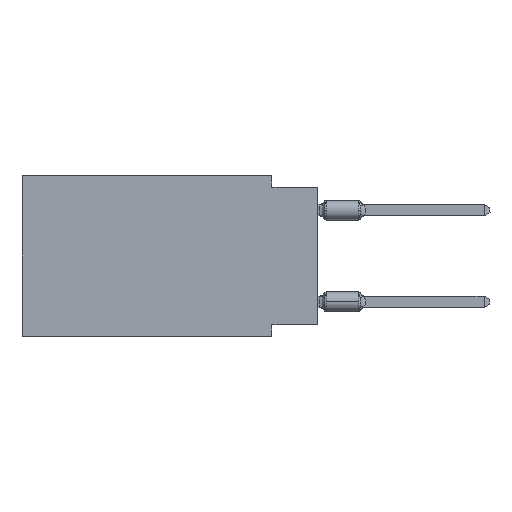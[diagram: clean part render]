
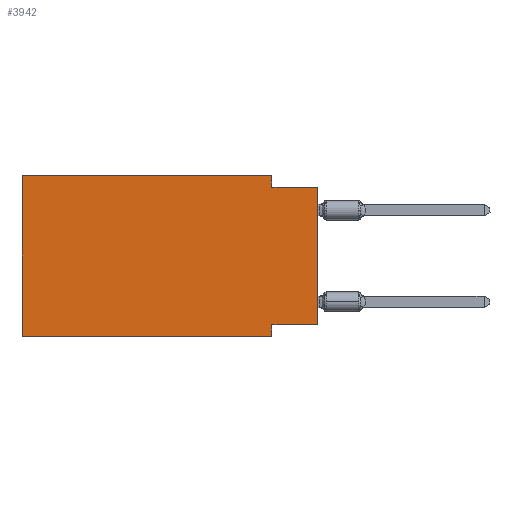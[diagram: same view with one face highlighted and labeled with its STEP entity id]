
A CAD part, left-side view. The second image highlights one B-rep face of the part: STEP entity #3942.
In plain terms, the highlighted planar face has unit normal (-1, 0, 0).
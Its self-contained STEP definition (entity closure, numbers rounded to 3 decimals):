
#404 = CARTESIAN_POINT ( 'NONE',  ( 0., 16.383, 0. ) ) ;
#674 = ORIENTED_EDGE ( 'NONE', *, *, #3570, .F. ) ;
#2092 = DIRECTION ( 'NONE',  ( 0., 0., -1. ) ) ;
#2293 = EDGE_CURVE ( 'NONE', #16737, #9842, #5514, .T. ) ;
#2891 = CARTESIAN_POINT ( 'NONE',  ( 0., 16.383, -8.89 ) ) ;
#3029 = CARTESIAN_POINT ( 'NONE',  ( 0., 16.383, -8.89 ) ) ;
#3388 = ORIENTED_EDGE ( 'NONE', *, *, #17751, .T. ) ;
#3570 = EDGE_CURVE ( 'NONE', #9842, #20460, #18491, .T. ) ;
#3699 = CARTESIAN_POINT ( 'NONE',  ( 0., 2.54, -8.89 ) ) ;
#3942 = ADVANCED_FACE ( 'NONE', ( #5322 ), #15100, .F. ) ;
#4026 = CARTESIAN_POINT ( 'NONE',  ( 0., 2.54, 0. ) ) ;
#4691 = VECTOR ( 'NONE', #18815, 1000. ) ;
#5118 = DIRECTION ( 'NONE',  ( 0., 0., -1. ) ) ;
#5141 = ORIENTED_EDGE ( 'NONE', *, *, #13027, .F. ) ;
#5222 = LINE ( 'NONE', #10296, #14324 ) ;
#5299 = VERTEX_POINT ( 'NONE', #17171 ) ;
#5322 = FACE_OUTER_BOUND ( 'NONE', #14389, .T. ) ;
#5328 = DIRECTION ( 'NONE',  ( 0., 1., 0. ) ) ;
#5514 = LINE ( 'NONE', #4026, #5658 ) ;
#5658 = VECTOR ( 'NONE', #2092, 1000. ) ;
#5991 = CARTESIAN_POINT ( 'NONE',  ( 0., 16.383, 0. ) ) ;
#6768 = ORIENTED_EDGE ( 'NONE', *, *, #9856, .F. ) ;
#7260 = CARTESIAN_POINT ( 'NONE',  ( 0., 2.54, -8.89 ) ) ;
#7345 = ORIENTED_EDGE ( 'NONE', *, *, #10160, .F. ) ;
#7367 = CARTESIAN_POINT ( 'NONE',  ( 0., 0., -8.255 ) ) ;
#7434 = EDGE_CURVE ( 'NONE', #14337, #20460, #16063, .T. ) ;
#7460 = LINE ( 'NONE', #14011, #18862 ) ;
#8036 = DIRECTION ( 'NONE',  ( 0., -1., 0. ) ) ;
#8190 = VERTEX_POINT ( 'NONE', #5991 ) ;
#8473 = EDGE_CURVE ( 'NONE', #14337, #5299, #5222, .T. ) ;
#9343 = DIRECTION ( 'NONE',  ( 0., -1., 0. ) ) ;
#9577 = VERTEX_POINT ( 'NONE', #3029 ) ;
#9842 = VERTEX_POINT ( 'NONE', #15529 ) ;
#9856 = EDGE_CURVE ( 'NONE', #5299, #17442, #20685, .T. ) ;
#10160 = EDGE_CURVE ( 'NONE', #9577, #8190, #7460, .T. ) ;
#10296 = CARTESIAN_POINT ( 'NONE',  ( 0., 0., -8.255 ) ) ;
#10336 = CARTESIAN_POINT ( 'NONE',  ( 0., 0., -0.635 ) ) ;
#10856 = LINE ( 'NONE', #2891, #15330 ) ;
#12164 = ORIENTED_EDGE ( 'NONE', *, *, #7434, .T. ) ;
#12589 = AXIS2_PLACEMENT_3D ( 'NONE', #404, #19849, #5118 ) ;
#12624 = CARTESIAN_POINT ( 'NONE',  ( 0., 0., 0. ) ) ;
#13027 = EDGE_CURVE ( 'NONE', #8190, #16737, #19640, .T. ) ;
#13436 = CARTESIAN_POINT ( 'NONE',  ( 0., 0., -0.635 ) ) ;
#14011 = CARTESIAN_POINT ( 'NONE',  ( 0., 16.383, 0. ) ) ;
#14324 = VECTOR ( 'NONE', #5328, 1000. ) ;
#14337 = VERTEX_POINT ( 'NONE', #7367 ) ;
#14389 = EDGE_LOOP ( 'NONE', ( #12164, #674, #17847, #5141, #7345, #3388, #6768, #16851 ) ) ;
#15100 = PLANE ( 'NONE',  #12589 ) ;
#15330 = VECTOR ( 'NONE', #9343, 1000. ) ;
#15529 = CARTESIAN_POINT ( 'NONE',  ( 0., 2.54, -0.635 ) ) ;
#15671 = VECTOR ( 'NONE', #19192, 1000. ) ;
#16063 = LINE ( 'NONE', #12624, #15671 ) ;
#16194 = CARTESIAN_POINT ( 'NONE',  ( 0., 16.383, 0. ) ) ;
#16737 = VERTEX_POINT ( 'NONE', #18158 ) ;
#16851 = ORIENTED_EDGE ( 'NONE', *, *, #8473, .F. ) ;
#17171 = CARTESIAN_POINT ( 'NONE',  ( 0., 2.54, -8.255 ) ) ;
#17442 = VERTEX_POINT ( 'NONE', #3699 ) ;
#17751 = EDGE_CURVE ( 'NONE', #9577, #17442, #10856, .T. ) ;
#17847 = ORIENTED_EDGE ( 'NONE', *, *, #2293, .F. ) ;
#18158 = CARTESIAN_POINT ( 'NONE',  ( 0., 2.54, 0. ) ) ;
#18491 = LINE ( 'NONE', #10336, #4691 ) ;
#18498 = VECTOR ( 'NONE', #20485, 1000. ) ;
#18815 = DIRECTION ( 'NONE',  ( 0., -1., 0. ) ) ;
#18862 = VECTOR ( 'NONE', #20567, 1000. ) ;
#19192 = DIRECTION ( 'NONE',  ( 0., 0., 1. ) ) ;
#19304 = VECTOR ( 'NONE', #8036, 1000. ) ;
#19640 = LINE ( 'NONE', #16194, #19304 ) ;
#19849 = DIRECTION ( 'NONE',  ( 1., 0., 0. ) ) ;
#20460 = VERTEX_POINT ( 'NONE', #13436 ) ;
#20485 = DIRECTION ( 'NONE',  ( 0., 0., -1. ) ) ;
#20567 = DIRECTION ( 'NONE',  ( 0., 0., 1. ) ) ;
#20685 = LINE ( 'NONE', #7260, #18498 ) ;
